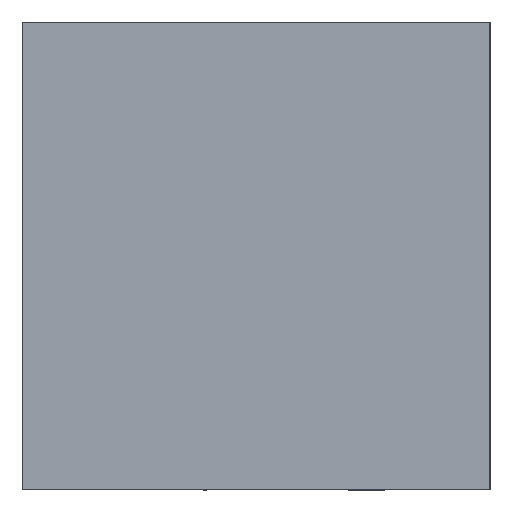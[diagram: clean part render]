
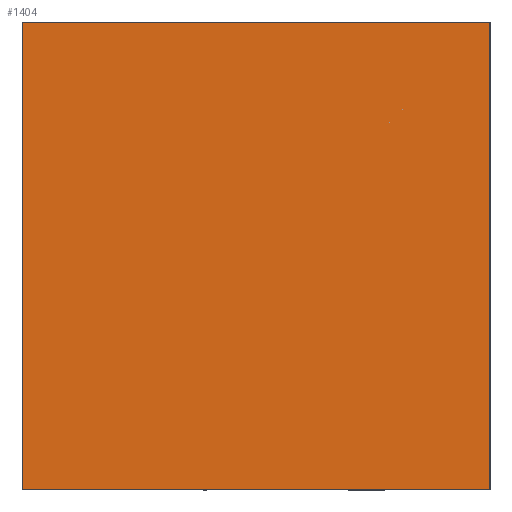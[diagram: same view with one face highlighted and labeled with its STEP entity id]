
A CAD part, left-side view. The second image highlights one B-rep face of the part: STEP entity #1404.
In plain terms, the highlighted planar face has unit normal (-1, 0, 0).
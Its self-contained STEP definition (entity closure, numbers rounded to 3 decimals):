
#28=PLANE('',#1503);
#103=FACE_OUTER_BOUND('',#181,.T.);
#181=EDGE_LOOP('',(#1240,#1241,#1242,#1243));
#397=LINE('',#4965,#469);
#398=LINE('',#6134,#470);
#399=LINE('',#6135,#471);
#400=LINE('',#6136,#472);
#469=VECTOR('',#1727,10.);
#470=VECTOR('',#1736,10.);
#471=VECTOR('',#1737,10.);
#472=VECTOR('',#1738,10.);
#614=VERTEX_POINT('',#4958);
#617=VERTEX_POINT('',#4963);
#618=VERTEX_POINT('',#6132);
#619=VERTEX_POINT('',#6133);
#821=EDGE_CURVE('',#617,#614,#397,.T.);
#830=EDGE_CURVE('',#618,#619,#398,.T.);
#831=EDGE_CURVE('',#618,#614,#399,.T.);
#832=EDGE_CURVE('',#619,#617,#400,.T.);
#1240=ORIENTED_EDGE('',*,*,#830,.F.);
#1241=ORIENTED_EDGE('',*,*,#831,.T.);
#1242=ORIENTED_EDGE('',*,*,#821,.F.);
#1243=ORIENTED_EDGE('',*,*,#832,.F.);
#1404=ADVANCED_FACE('',(#103),#28,.T.);
#1503=AXIS2_PLACEMENT_3D('',#6131,#1734,#1735);
#1727=DIRECTION('',(0.,-1.,0.));
#1734=DIRECTION('center_axis',(-1.,0.,0.));
#1735=DIRECTION('ref_axis',(0.,-1.,0.));
#1736=DIRECTION('',(0.,1.,0.));
#1737=DIRECTION('',(0.,0.,1.));
#1738=DIRECTION('',(0.,0.,1.));
#4958=CARTESIAN_POINT('',(-25.,-10.,10.));
#4963=CARTESIAN_POINT('',(-25.,0.,10.));
#4965=CARTESIAN_POINT('',(-25.,-10.,10.));
#6131=CARTESIAN_POINT('Origin',(-25.,0.,0.));
#6132=CARTESIAN_POINT('',(-25.,-10.,0.));
#6133=CARTESIAN_POINT('',(-25.,0.,0.));
#6134=CARTESIAN_POINT('',(-25.,-10.,0.));
#6135=CARTESIAN_POINT('',(-25.,-10.,0.));
#6136=CARTESIAN_POINT('',(-25.,0.,0.));
